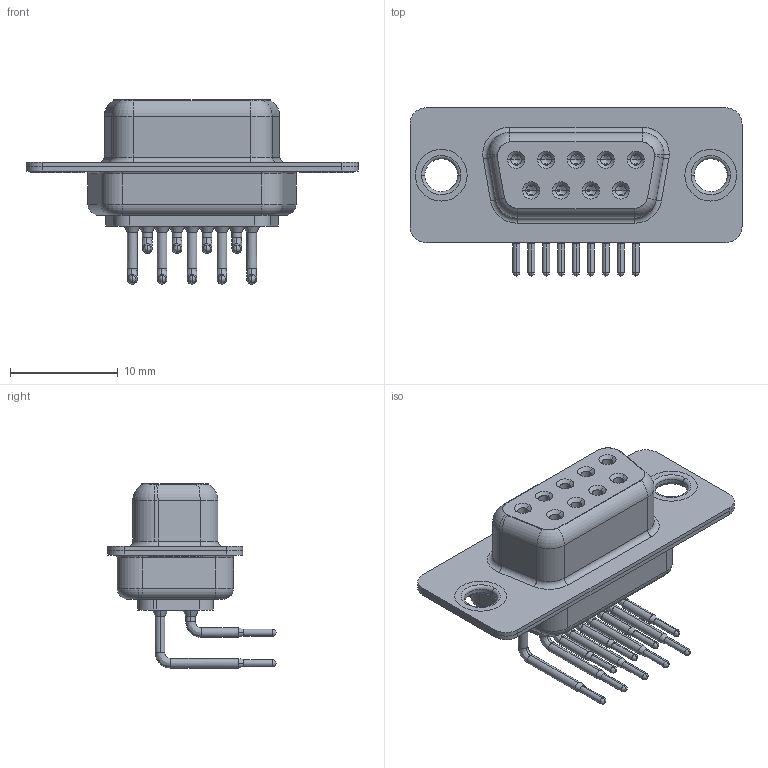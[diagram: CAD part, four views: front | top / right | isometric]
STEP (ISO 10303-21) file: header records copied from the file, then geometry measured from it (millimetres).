
FILE_DESCRIPTION (( 'STEP AP203' ), '1' );
FILE_NAME ('622-M09-260-GT1.STEP', '2018-09-24T20:06:33', ( '' ), ( '' ), 'SwSTEP 2.0', 'SolidWorks 2016', '' );
FILE_SCHEMA (( 'CONFIG_CONTROL_DESIGN' ));
Length unit declared in the file: millimetre
Products named in the file (7): 622M Shell Front_09 Contacts; 622M Shell Rear_09 Contacts; 622M Contact Row 1; 622M Contact Row 2; 622M Thru Hole Rivet; 622-M09-260-GT1; 622M Housing_09 Contacts
Assembly tree (14 placements, depth 2):
  622-M09-260-GT1
    622M Housing_09 Contacts
    622M Shell Front_09 Contacts
    622M Shell Rear_09 Contacts
    622M Contact Row 1  x5
    622M Contact Row 2  x4
    622M Thru Hole Rivet  x2
Bounding box: 30.8 x 15.6 x 17.09 mm (x, y, z)
Volume: 1665.7 mm3; surface area: 4409 mm2
Topology: 14 solids, 14 shells, 730 faces, 1818 edges, 1136 vertices
Faces by surface type: cylinder 328, plane 202, cone 99, torus 65, bspline 36
Entity records: 13790 total; most frequent: CARTESIAN_POINT 2462, DIRECTION 2389, ORIENTED_EDGE 2042, EDGE_CURVE 1021, AXIS2_PLACEMENT_3D 990, VERTEX_POINT 643, CIRCLE 551, EDGE_LOOP 502
